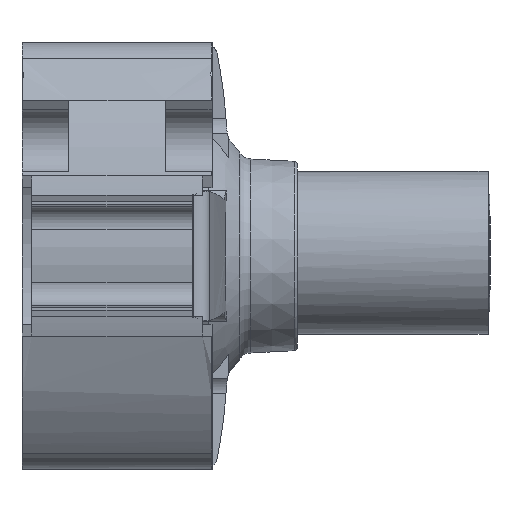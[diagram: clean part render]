
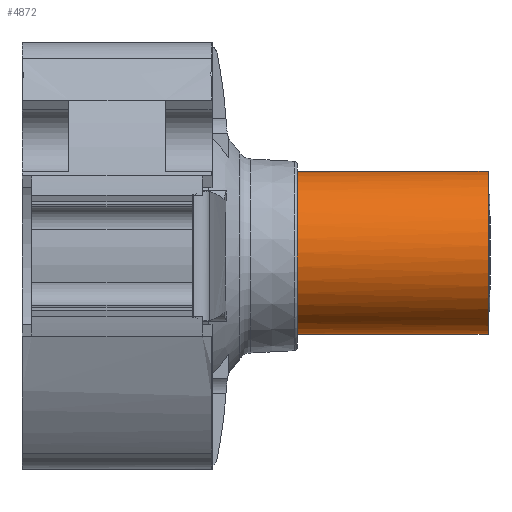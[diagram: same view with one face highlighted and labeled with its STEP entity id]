
A CAD part, front view. The second image highlights one B-rep face of the part: STEP entity #4872.
In plain terms, the highlighted cylindrical face has radius 12.5 mm (diameter 25 mm), a full revolution.
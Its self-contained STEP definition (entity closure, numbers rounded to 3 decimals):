
#191=B_SPLINE_CURVE_WITH_KNOTS('',3,(#8868,#8869,#8870,#8871),
 .UNSPECIFIED.,.F.,.F.,(4,4),(5.41,5.643),
 .UNSPECIFIED.);
#192=B_SPLINE_CURVE_WITH_KNOTS('',3,(#8873,#8874,#8875,#8876,#8877,#8878),
 .UNSPECIFIED.,.F.,.F.,(4,2,4),(6.008,6.505,6.801),
 .UNSPECIFIED.);
#193=B_SPLINE_CURVE_WITH_KNOTS('',3,(#8887,#8888,#8889,#8890,#8891,#8892),
 .UNSPECIFIED.,.F.,.F.,(4,2,4),(1.234,1.53,2.027),
 .UNSPECIFIED.);
#194=B_SPLINE_CURVE_WITH_KNOTS('',3,(#8894,#8895,#8896,#8897),
 .UNSPECIFIED.,.F.,.F.,(4,4),(3.296,3.529),
 .UNSPECIFIED.);
#275=CYLINDRICAL_SURFACE('',#5339,12.5);
#437=CIRCLE('',#5340,12.5);
#438=CIRCLE('',#5341,12.5);
#439=CIRCLE('',#5342,12.5);
#440=CIRCLE('',#5343,12.5);
#681=FACE_OUTER_BOUND('',#972,.T.);
#972=EDGE_LOOP('',(#4269,#4270,#4271,#4272,#4273,#4274,#4275,#4276,#4277,
#4278,#4279,#4280,#4281,#4282,#4283,#4284));
#1374=LINE('',#8839,#1805);
#1379=LINE('',#8862,#1810);
#1380=LINE('',#8866,#1811);
#1381=LINE('',#8879,#1812);
#1382=LINE('',#8883,#1813);
#1383=LINE('',#8885,#1814);
#1384=LINE('',#8899,#1815);
#1805=VECTOR('',#6531,10.);
#1810=VECTOR('',#6552,12.5);
#1811=VECTOR('',#6555,1000.);
#1812=VECTOR('',#6556,1000.);
#1813=VECTOR('',#6559,10.);
#1814=VECTOR('',#6560,1000.);
#1815=VECTOR('',#6561,1000.);
#2274=VERTEX_POINT('',#8837);
#2275=VERTEX_POINT('',#8838);
#2284=VERTEX_POINT('',#8859);
#2285=VERTEX_POINT('',#8861);
#2286=VERTEX_POINT('',#8863);
#2287=VERTEX_POINT('',#8865);
#2288=VERTEX_POINT('',#8867);
#2289=VERTEX_POINT('',#8872);
#2290=VERTEX_POINT('',#8880);
#2291=VERTEX_POINT('',#8882);
#2292=VERTEX_POINT('',#8884);
#2293=VERTEX_POINT('',#8886);
#2294=VERTEX_POINT('',#8893);
#2295=VERTEX_POINT('',#8898);
#2947=EDGE_CURVE('',#2274,#2275,#1374,.F.);
#2958=EDGE_CURVE('',#2284,#2284,#437,.T.);
#2959=EDGE_CURVE('',#2284,#2285,#1379,.T.);
#2960=EDGE_CURVE('',#2286,#2285,#438,.T.);
#2961=EDGE_CURVE('',#2287,#2286,#1380,.T.);
#2962=EDGE_CURVE('',#2287,#2288,#191,.T.);
#2963=EDGE_CURVE('',#2289,#2288,#192,.T.);
#2964=EDGE_CURVE('',#2274,#2289,#1381,.F.);
#2965=EDGE_CURVE('',#2290,#2275,#439,.T.);
#2966=EDGE_CURVE('',#2291,#2290,#1382,.T.);
#2967=EDGE_CURVE('',#2292,#2291,#1383,.T.);
#2968=EDGE_CURVE('',#2293,#2292,#193,.T.);
#2969=EDGE_CURVE('',#2293,#2294,#194,.T.);
#2970=EDGE_CURVE('',#2294,#2295,#1384,.T.);
#2971=EDGE_CURVE('',#2285,#2295,#440,.T.);
#4269=ORIENTED_EDGE('',*,*,#2958,.T.);
#4270=ORIENTED_EDGE('',*,*,#2959,.T.);
#4271=ORIENTED_EDGE('',*,*,#2960,.F.);
#4272=ORIENTED_EDGE('',*,*,#2961,.F.);
#4273=ORIENTED_EDGE('',*,*,#2962,.T.);
#4274=ORIENTED_EDGE('',*,*,#2963,.F.);
#4275=ORIENTED_EDGE('',*,*,#2964,.F.);
#4276=ORIENTED_EDGE('',*,*,#2947,.T.);
#4277=ORIENTED_EDGE('',*,*,#2965,.F.);
#4278=ORIENTED_EDGE('',*,*,#2966,.F.);
#4279=ORIENTED_EDGE('',*,*,#2967,.F.);
#4280=ORIENTED_EDGE('',*,*,#2968,.F.);
#4281=ORIENTED_EDGE('',*,*,#2969,.T.);
#4282=ORIENTED_EDGE('',*,*,#2970,.T.);
#4283=ORIENTED_EDGE('',*,*,#2971,.F.);
#4284=ORIENTED_EDGE('',*,*,#2959,.F.);
#4872=ADVANCED_FACE('',(#681),#275,.T.);
#5339=AXIS2_PLACEMENT_3D('',#8858,#6548,#6549);
#5340=AXIS2_PLACEMENT_3D('',#8860,#6550,#6551);
#5341=AXIS2_PLACEMENT_3D('',#8864,#6553,#6554);
#5342=AXIS2_PLACEMENT_3D('',#8881,#6557,#6558);
#5343=AXIS2_PLACEMENT_3D('',#8900,#6562,#6563);
#6531=DIRECTION('',(0.,0.,-1.));
#6548=DIRECTION('center_axis',(0.,0.,-1.));
#6549=DIRECTION('ref_axis',(1.,0.,0.));
#6550=DIRECTION('center_axis',(0.,0.,1.));
#6551=DIRECTION('ref_axis',(0.,1.,0.));
#6552=DIRECTION('',(0.,0.,1.));
#6553=DIRECTION('center_axis',(0.,0.,1.));
#6554=DIRECTION('ref_axis',(0.,1.,0.));
#6555=DIRECTION('',(0.,0.,1.));
#6556=DIRECTION('',(0.,0.,1.));
#6557=DIRECTION('center_axis',(0.,0.,1.));
#6558=DIRECTION('ref_axis',(0.,1.,0.));
#6559=DIRECTION('',(0.,0.,1.));
#6560=DIRECTION('',(0.,0.,1.));
#6561=DIRECTION('',(0.,0.,1.));
#6562=DIRECTION('center_axis',(0.,0.,1.));
#6563=DIRECTION('ref_axis',(0.,1.,0.));
#8837=CARTESIAN_POINT('',(-0.593,12.486,-21.));
#8838=CARTESIAN_POINT('',(-0.593,12.486,0.));
#8839=CARTESIAN_POINT('',(-0.593,12.486,0.));
#8858=CARTESIAN_POINT('Origin',(0.,0.,-30.));
#8859=CARTESIAN_POINT('',(-12.5,0.,-30.));
#8860=CARTESIAN_POINT('Origin',(0.,0.,-30.));
#8861=CARTESIAN_POINT('',(-12.5,0.,-3.));
#8862=CARTESIAN_POINT('',(-12.5,0.,-30.));
#8863=CARTESIAN_POINT('',(-9.034,8.639,-3.));
#8864=CARTESIAN_POINT('Origin',(0.,0.,
-3.));
#8865=CARTESIAN_POINT('',(-9.034,8.639,-16.145));
#8866=CARTESIAN_POINT('',(-9.034,8.639,-24.));
#8867=CARTESIAN_POINT('',(-7.384,10.086,-17.181));
#8868=CARTESIAN_POINT('Ctrl Pts',(-9.034,8.639,-16.145));
#8869=CARTESIAN_POINT('Ctrl Pts',(-8.526,9.17,-16.45));
#8870=CARTESIAN_POINT('Ctrl Pts',(-7.97,9.657,-16.797));
#8871=CARTESIAN_POINT('Ctrl Pts',(-7.384,10.086,-17.181));
#8872=CARTESIAN_POINT('',(-0.593,12.486,-21.211));
#8873=CARTESIAN_POINT('Ctrl Pts',(-0.593,12.486,-21.211));
#8874=CARTESIAN_POINT('Ctrl Pts',(-2.115,12.414,-20.505));
#8875=CARTESIAN_POINT('Ctrl Pts',(-3.651,12.052,-19.666));
#8876=CARTESIAN_POINT('Ctrl Pts',(-5.881,11.068,-18.254));
#8877=CARTESIAN_POINT('Ctrl Pts',(-6.666,10.611,-17.712));
#8878=CARTESIAN_POINT('Ctrl Pts',(-7.384,10.086,-17.181));
#8879=CARTESIAN_POINT('',(-0.593,12.486,-30.));
#8880=CARTESIAN_POINT('',(-0.593,-12.486,0.));
#8881=CARTESIAN_POINT('Origin',(0.,0.,0.));
#8882=CARTESIAN_POINT('',(-0.593,-12.486,-21.));
#8883=CARTESIAN_POINT('',(-0.593,-12.486,-21.));
#8884=CARTESIAN_POINT('',(-0.593,-12.486,-21.211));
#8885=CARTESIAN_POINT('',(-0.593,-12.486,-30.));
#8886=CARTESIAN_POINT('',(-7.384,-10.086,-17.181));
#8887=CARTESIAN_POINT('Ctrl Pts',(-7.384,-10.086,-17.181));
#8888=CARTESIAN_POINT('Ctrl Pts',(-6.666,-10.611,-17.712));
#8889=CARTESIAN_POINT('Ctrl Pts',(-5.881,-11.068,-18.254));
#8890=CARTESIAN_POINT('Ctrl Pts',(-3.651,-12.052,-19.666));
#8891=CARTESIAN_POINT('Ctrl Pts',(-2.115,-12.414,-20.505));
#8892=CARTESIAN_POINT('Ctrl Pts',(-0.593,-12.486,
-21.211));
#8893=CARTESIAN_POINT('',(-9.034,-8.639,-16.145));
#8894=CARTESIAN_POINT('Ctrl Pts',(-7.384,-10.086,-17.181));
#8895=CARTESIAN_POINT('Ctrl Pts',(-7.97,-9.657,-16.797));
#8896=CARTESIAN_POINT('Ctrl Pts',(-8.526,-9.17,-16.45));
#8897=CARTESIAN_POINT('Ctrl Pts',(-9.034,-8.639,-16.145));
#8898=CARTESIAN_POINT('',(-9.034,-8.639,-3.));
#8899=CARTESIAN_POINT('',(-9.034,-8.639,-24.));
#8900=CARTESIAN_POINT('Origin',(0.,0.,
-3.));
